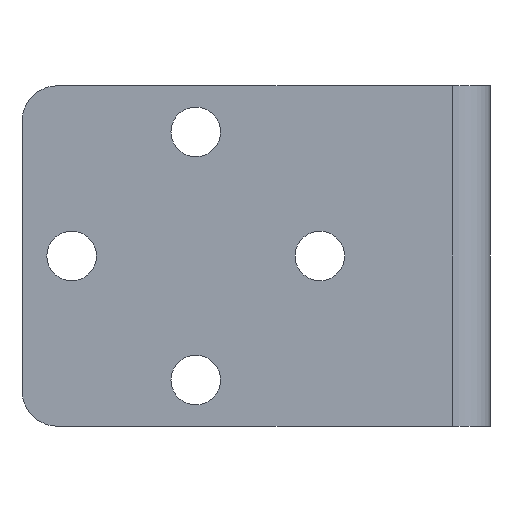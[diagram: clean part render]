
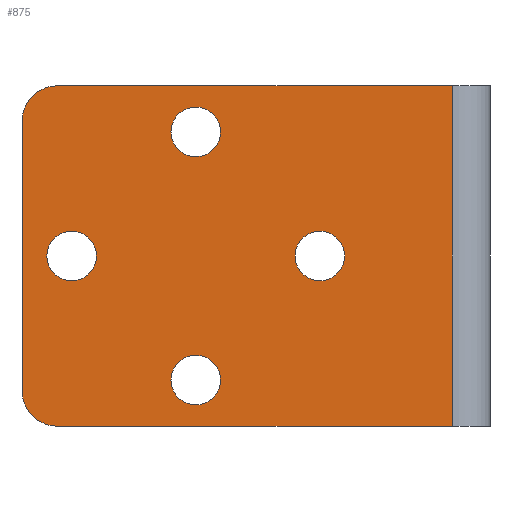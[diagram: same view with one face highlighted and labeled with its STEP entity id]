
A CAD part, front view. The second image highlights one B-rep face of the part: STEP entity #875.
In plain terms, the highlighted planar face has unit normal (0, -1, 0).
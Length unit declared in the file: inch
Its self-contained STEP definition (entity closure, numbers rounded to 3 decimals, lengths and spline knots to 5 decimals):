
#88=DIRECTION('',(0.,0.,-1.));
#89=VECTOR('',#88,1.88976);
#90=CARTESIAN_POINT('',(1.09067,-0.10461,0.94488));
#91=LINE('',#90,#89);
#279=CARTESIAN_POINT('',(-1.10236,-0.10461,
-0.74803));
#280=DIRECTION('',(0.,-1.,0.));
#281=DIRECTION('',(-1.,0.,0.));
#282=AXIS2_PLACEMENT_3D('',#279,#280,#281);
#284=DIRECTION('',(0.,0.,1.));
#285=VECTOR('',#284,1.49606);
#286=CARTESIAN_POINT('',(-1.29921,-0.10461,
-0.74803));
#287=LINE('',#286,#285);
#288=CARTESIAN_POINT('',(-1.10236,-0.10461,
0.74803));
#289=DIRECTION('',(0.,-1.,0.));
#290=DIRECTION('',(0.,0.,1.));
#291=AXIS2_PLACEMENT_3D('',#288,#289,#290);
#293=DIRECTION('',(1.,0.,0.));
#294=VECTOR('',#293,2.19303);
#295=CARTESIAN_POINT('',(-1.10236,-0.10461,
0.94488));
#296=LINE('',#295,#294);
#297=DIRECTION('',(-1.,0.,0.));
#298=VECTOR('',#297,2.19303);
#299=CARTESIAN_POINT('',(1.09067,-0.10461,
-0.94488));
#300=LINE('',#299,#298);
#301=CARTESIAN_POINT('',(-0.33465,-0.10461,
0.68898));
#302=DIRECTION('',(0.,1.,0.));
#303=DIRECTION('',(-1.,0.,0.));
#304=AXIS2_PLACEMENT_3D('',#301,#302,#303);
#306=CARTESIAN_POINT('',(-0.33465,-0.10461,
0.68898));
#307=DIRECTION('',(0.,1.,0.));
#308=DIRECTION('',(1.,0.,0.));
#309=AXIS2_PLACEMENT_3D('',#306,#307,#308);
#311=CARTESIAN_POINT('',(-0.33465,-0.10461,
-0.68898));
#312=DIRECTION('',(0.,1.,0.));
#313=DIRECTION('',(-1.,0.,0.));
#314=AXIS2_PLACEMENT_3D('',#311,#312,#313);
#316=CARTESIAN_POINT('',(-0.33465,-0.10461,
-0.68898));
#317=DIRECTION('',(0.,1.,0.));
#318=DIRECTION('',(1.,0.,0.));
#319=AXIS2_PLACEMENT_3D('',#316,#317,#318);
#321=CARTESIAN_POINT('',(0.35433,-0.10461,0.));
#322=DIRECTION('',(0.,1.,0.));
#323=DIRECTION('',(-1.,0.,0.));
#324=AXIS2_PLACEMENT_3D('',#321,#322,#323);
#326=CARTESIAN_POINT('',(0.35433,-0.10461,0.));
#327=DIRECTION('',(0.,1.,0.));
#328=DIRECTION('',(1.,0.,0.));
#329=AXIS2_PLACEMENT_3D('',#326,#327,#328);
#331=CARTESIAN_POINT('',(-1.02362,-0.10461,0.));
#332=DIRECTION('',(0.,1.,0.));
#333=DIRECTION('',(-1.,0.,0.));
#334=AXIS2_PLACEMENT_3D('',#331,#332,#333);
#336=CARTESIAN_POINT('',(-1.02362,-0.10461,0.));
#337=DIRECTION('',(0.,1.,0.));
#338=DIRECTION('',(1.,0.,0.));
#339=AXIS2_PLACEMENT_3D('',#336,#337,#338);
#417=CARTESIAN_POINT('',(1.09067,-0.10461,
-0.94488));
#418=VERTEX_POINT('',#417);
#419=CARTESIAN_POINT('',(1.09067,-0.10461,
0.94488));
#420=VERTEX_POINT('',#419);
#485=CARTESIAN_POINT('',(-1.29921,-0.10461,
-0.74803));
#486=VERTEX_POINT('',#485);
#487=CARTESIAN_POINT('',(-1.10236,-0.10461,
-0.94488));
#488=VERTEX_POINT('',#487);
#493=CARTESIAN_POINT('',(-1.10236,-0.10461,
0.94488));
#494=VERTEX_POINT('',#493);
#495=CARTESIAN_POINT('',(-1.29921,-0.10461,
0.74803));
#496=VERTEX_POINT('',#495);
#505=CARTESIAN_POINT('',(-0.47244,-0.10461,
-0.68898));
#506=CARTESIAN_POINT('',(-0.19685,-0.10461,
-0.68898));
#507=VERTEX_POINT('',#505);
#508=VERTEX_POINT('',#506);
#509=CARTESIAN_POINT('',(-0.47244,-0.10461,
0.68898));
#510=CARTESIAN_POINT('',(-0.19685,-0.10461,
0.68898));
#511=VERTEX_POINT('',#509);
#512=VERTEX_POINT('',#510);
#521=CARTESIAN_POINT('',(-1.16142,-0.10461,0.));
#522=CARTESIAN_POINT('',(-0.88583,-0.10461,0.));
#523=VERTEX_POINT('',#521);
#524=VERTEX_POINT('',#522);
#525=CARTESIAN_POINT('',(0.21654,-0.10461,0.));
#526=CARTESIAN_POINT('',(0.49213,-0.10461,0.));
#527=VERTEX_POINT('',#525);
#528=VERTEX_POINT('',#526);
#838=CARTESIAN_POINT('',(0.,-0.10461,0.));
#839=DIRECTION('',(0.,1.,0.));
#840=DIRECTION('',(1.,0.,0.));
#841=AXIS2_PLACEMENT_3D('',#838,#839,#840);
#842=PLANE('',#841);
#843=ORIENTED_EDGE('',*,*,#581,.F.);
#844=ORIENTED_EDGE('',*,*,#597,.T.);
#845=ORIENTED_EDGE('',*,*,#610,.F.);
#846=ORIENTED_EDGE('',*,*,#625,.T.);
#847=ORIENTED_EDGE('',*,*,#654,.T.);
#848=ORIENTED_EDGE('',*,*,#831,.T.);
#849=EDGE_LOOP('',(#843,#844,#845,#846,#847,#848));
#850=FACE_OUTER_BOUND('',#849,.F.);
#852=ORIENTED_EDGE('',*,*,#851,.F.);
#854=ORIENTED_EDGE('',*,*,#853,.F.);
#855=EDGE_LOOP('',(#852,#854));
#856=FACE_BOUND('',#855,.F.);
#858=ORIENTED_EDGE('',*,*,#857,.F.);
#860=ORIENTED_EDGE('',*,*,#859,.F.);
#861=EDGE_LOOP('',(#858,#860));
#862=FACE_BOUND('',#861,.F.);
#864=ORIENTED_EDGE('',*,*,#863,.F.);
#866=ORIENTED_EDGE('',*,*,#865,.F.);
#867=EDGE_LOOP('',(#864,#866));
#868=FACE_BOUND('',#867,.F.);
#870=ORIENTED_EDGE('',*,*,#869,.F.);
#872=ORIENTED_EDGE('',*,*,#871,.F.);
#873=EDGE_LOOP('',(#870,#872));
#874=FACE_BOUND('',#873,.F.);
#875=ADVANCED_FACE('',(#850,#856,#862,#868,#874),#842,.F.);
#283=CIRCLE('',#282,0.19685);
#292=CIRCLE('',#291,0.19685);
#305=CIRCLE('',#304,0.1378);
#310=CIRCLE('',#309,0.1378);
#315=CIRCLE('',#314,0.1378);
#320=CIRCLE('',#319,0.1378);
#325=CIRCLE('',#324,0.1378);
#330=CIRCLE('',#329,0.1378);
#335=CIRCLE('',#334,0.1378);
#340=CIRCLE('',#339,0.1378);
#581=EDGE_CURVE('',#486,#488,#283,.T.);
#597=EDGE_CURVE('',#486,#496,#287,.T.);
#610=EDGE_CURVE('',#494,#496,#292,.T.);
#625=EDGE_CURVE('',#494,#420,#296,.T.);
#654=EDGE_CURVE('',#420,#418,#91,.T.);
#831=EDGE_CURVE('',#418,#488,#300,.T.);
#851=EDGE_CURVE('',#511,#512,#305,.T.);
#853=EDGE_CURVE('',#512,#511,#310,.T.);
#857=EDGE_CURVE('',#507,#508,#315,.T.);
#859=EDGE_CURVE('',#508,#507,#320,.T.);
#863=EDGE_CURVE('',#527,#528,#325,.T.);
#865=EDGE_CURVE('',#528,#527,#330,.T.);
#869=EDGE_CURVE('',#523,#524,#335,.T.);
#871=EDGE_CURVE('',#524,#523,#340,.T.);
